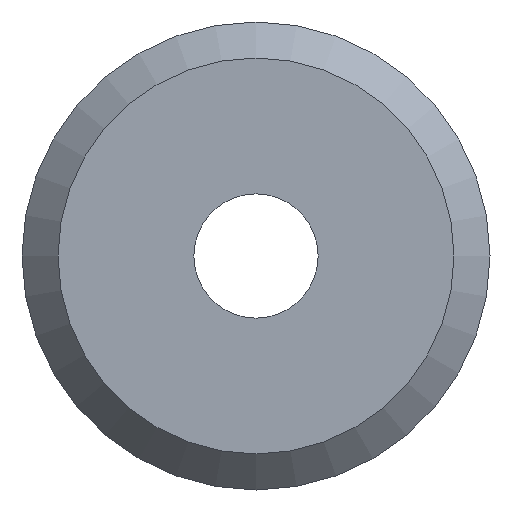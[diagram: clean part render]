
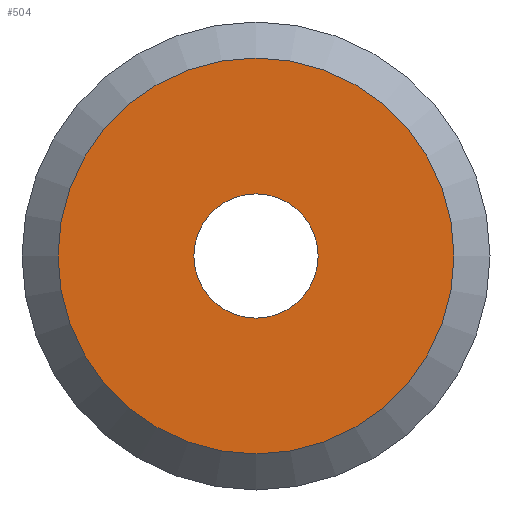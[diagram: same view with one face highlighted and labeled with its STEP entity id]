
A CAD part, front view. The second image highlights one B-rep face of the part: STEP entity #504.
In plain terms, the highlighted planar face has unit normal (0, -1, 0).
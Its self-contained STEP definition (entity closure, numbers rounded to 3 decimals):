
#10 = VERTEX_POINT ( 'NONE', #41 ) ;
#23 = AXIS2_PLACEMENT_3D ( 'NONE', #109, #516, #467 ) ;
#28 = DIRECTION ( 'NONE',  ( 0., 0., 1. ) ) ;
#34 = DIRECTION ( 'NONE',  ( 0., -1., 0. ) ) ;
#35 = ORIENTED_EDGE ( 'NONE', *, *, #107, .F. ) ;
#41 = CARTESIAN_POINT ( 'NONE',  ( 0., -2.5, -1.727 ) ) ;
#107 = EDGE_CURVE ( 'NONE', #10, #10, #211, .T. ) ;
#109 = CARTESIAN_POINT ( 'NONE',  ( 0., -2.5, 0. ) ) ;
#142 = VERTEX_POINT ( 'NONE', #552 ) ;
#171 = EDGE_CURVE ( 'NONE', #142, #142, #231, .T. ) ;
#183 = EDGE_LOOP ( 'NONE', ( #35 ) ) ;
#211 = CIRCLE ( 'NONE', #23, 1.727 ) ;
#221 = PLANE ( 'NONE',  #234 ) ;
#231 = CIRCLE ( 'NONE', #482, 5.5 ) ;
#234 = AXIS2_PLACEMENT_3D ( 'NONE', #459, #487, #307 ) ;
#307 = DIRECTION ( 'NONE',  ( 0., 0., 1. ) ) ;
#370 = FACE_OUTER_BOUND ( 'NONE', #440, .T. ) ;
#427 = CARTESIAN_POINT ( 'NONE',  ( 0., -2.5, 0. ) ) ;
#440 = EDGE_LOOP ( 'NONE', ( #527 ) ) ;
#459 = CARTESIAN_POINT ( 'NONE',  ( 0., -2.5, 0. ) ) ;
#467 = DIRECTION ( 'NONE',  ( 0., 0., -1. ) ) ;
#482 = AXIS2_PLACEMENT_3D ( 'NONE', #427, #34, #28 ) ;
#487 = DIRECTION ( 'NONE',  ( 0., 1., 0. ) ) ;
#504 = ADVANCED_FACE ( 'NONE', ( #370, #586 ), #221, .F. ) ;
#516 = DIRECTION ( 'NONE',  ( 0., -1., 0. ) ) ;
#527 = ORIENTED_EDGE ( 'NONE', *, *, #171, .T. ) ;
#552 = CARTESIAN_POINT ( 'NONE',  ( 0., -2.5, 5.5 ) ) ;
#586 = FACE_BOUND ( 'NONE', #183, .T. ) ;
